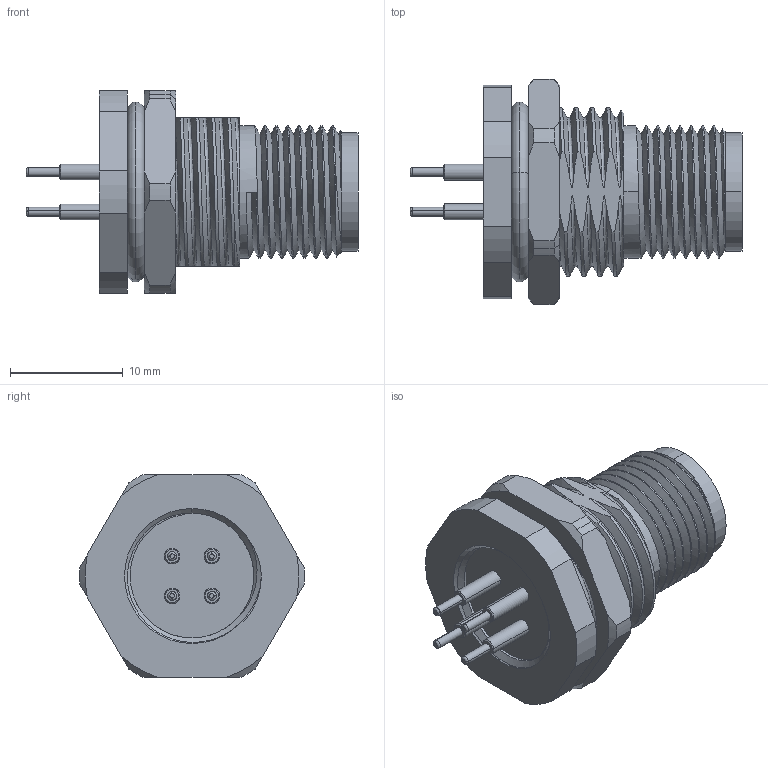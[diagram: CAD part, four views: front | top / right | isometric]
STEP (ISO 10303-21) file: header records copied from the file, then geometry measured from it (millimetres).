
FILE_DESCRIPTION (( 'STEP AP203' ), '1' );
FILE_NAME ('54-00373revA.STEP', '2023-02-16T15:40:59', ( '' ), ( '' ), 'SwSTEP 2.0', 'SolidWorks 2021', '' );
FILE_SCHEMA (( 'CONFIG_CONTROL_DESIGN' ));
Length unit declared in the file: millimetre
Products named in the file (6): 54-00373-05___; 54-00373-03___; 54-00373revA; 54-00373-02; 54-00373-04___; 54-00373-01___
Assembly tree (8 placements, depth 2):
  54-00373revA
    54-00373-01___
    54-00373-02
    54-00373-03___  x4
    54-00373-04___
    54-00373-05___
Bounding box: 29.5 x 19.99 x 18 mm (x, y, z)
Volume: 3065.4 mm3; surface area: 5337.9 mm2
Topology: 8 solids, 8 shells, 333 faces, 810 edges, 519 vertices
Faces by surface type: cylinder 131, plane 70, cone 51, bspline 45, torus 36
Entity records: 22403 total; most frequent: CARTESIAN_POINT 16175, ORIENTED_EDGE 1296, DIRECTION 1011, EDGE_CURVE 648, VERTEX_POINT 423, AXIS2_PLACEMENT_3D 405, EDGE_LOOP 277, FACE_OUTER_BOUND 249
